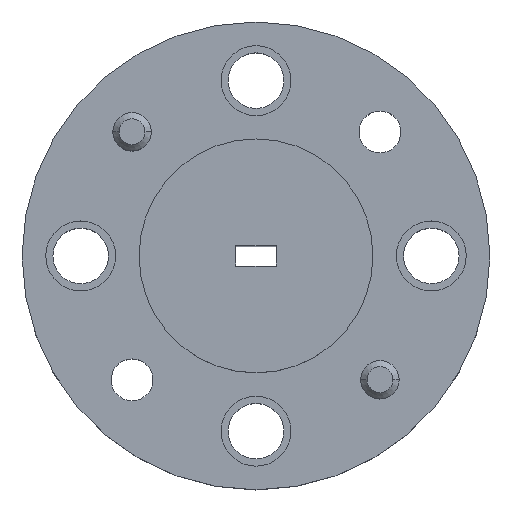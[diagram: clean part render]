
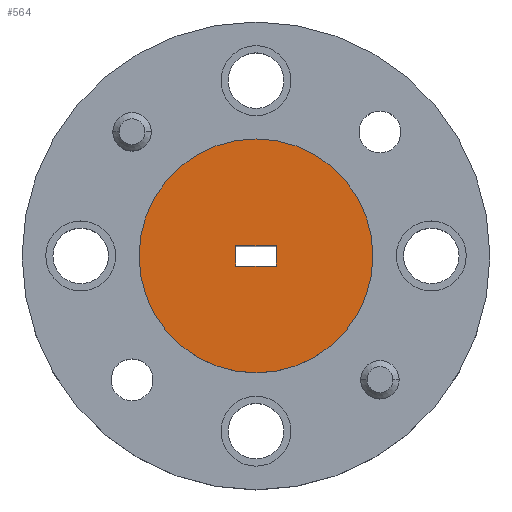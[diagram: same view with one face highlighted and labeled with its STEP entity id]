
A CAD part, top view. The second image highlights one B-rep face of the part: STEP entity #564.
In plain terms, the highlighted planar face has unit normal (0, 0, 1).
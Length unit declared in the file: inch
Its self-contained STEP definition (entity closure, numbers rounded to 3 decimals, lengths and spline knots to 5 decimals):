
#26 = LINE ( 'NONE', #1477, #933 ) ;
#139 = FACE_BOUND ( 'NONE', #243, .T. ) ;
#159 = CARTESIAN_POINT ( 'NONE',  ( 0., 0., 0. ) ) ;
#184 = LINE ( 'NONE', #1022, #869 ) ;
#242 = CARTESIAN_POINT ( 'NONE',  ( -0.1875, 0., 0. ) ) ;
#243 = EDGE_LOOP ( 'NONE', ( #1914, #820, #1532, #1831 ) ) ;
#245 = EDGE_CURVE ( 'NONE', #513, #402, #184, .T. ) ;
#284 = VECTOR ( 'NONE', #1457, 39.37008 ) ;
#301 = DIRECTION ( 'NONE',  ( 1., 0., 0. ) ) ;
#339 = DIRECTION ( 'NONE',  ( 1., 0., 0. ) ) ;
#402 = VERTEX_POINT ( 'NONE', #1565 ) ;
#467 = FACE_OUTER_BOUND ( 'NONE', #1870, .T. ) ;
#513 = VERTEX_POINT ( 'NONE', #1426 ) ;
#555 = ORIENTED_EDGE ( 'NONE', *, *, #1974, .T. ) ;
#564 = ADVANCED_FACE ( 'NONE', ( #139, #467 ), #1767, .T. ) ;
#618 = EDGE_CURVE ( 'NONE', #1396, #1301, #1464, .T. ) ;
#714 = CARTESIAN_POINT ( 'NONE',  ( 0.0325, 0.01625, 0. ) ) ;
#739 = CIRCLE ( 'NONE', #977, 0.1875 ) ;
#787 = CARTESIAN_POINT ( 'NONE',  ( -0.0325, -0.01625, 0. ) ) ;
#820 = ORIENTED_EDGE ( 'NONE', *, *, #1913, .F. ) ;
#831 = DIRECTION ( 'NONE',  ( 1., 0., 0. ) ) ;
#869 = VECTOR ( 'NONE', #831, 39.37008 ) ;
#933 = VECTOR ( 'NONE', #1167, 39.37008 ) ;
#965 = AXIS2_PLACEMENT_3D ( 'NONE', #1761, #1128, #301 ) ;
#977 = AXIS2_PLACEMENT_3D ( 'NONE', #1304, #1353, #339 ) ;
#1022 = CARTESIAN_POINT ( 'NONE',  ( -0.0325, -0.01625, 0. ) ) ;
#1110 = LINE ( 'NONE', #787, #284 ) ;
#1128 = DIRECTION ( 'NONE',  ( 0., 0., 1. ) ) ;
#1167 = DIRECTION ( 'NONE',  ( 0., 1., 0. ) ) ;
#1248 = EDGE_CURVE ( 'NONE', #1325, #1943, #739, .T. ) ;
#1301 = VERTEX_POINT ( 'NONE', #1696 ) ;
#1302 = CIRCLE ( 'NONE', #965, 0.1875 ) ;
#1304 = CARTESIAN_POINT ( 'NONE',  ( 0., 0., 0. ) ) ;
#1325 = VERTEX_POINT ( 'NONE', #242 ) ;
#1353 = DIRECTION ( 'NONE',  ( 0., 0., 1. ) ) ;
#1396 = VERTEX_POINT ( 'NONE', #714 ) ;
#1413 = VECTOR ( 'NONE', #1966, 39.37008 ) ;
#1421 = ORIENTED_EDGE ( 'NONE', *, *, #1248, .T. ) ;
#1426 = CARTESIAN_POINT ( 'NONE',  ( -0.0325, -0.01625, 0. ) ) ;
#1456 = DIRECTION ( 'NONE',  ( 0., 0., 1. ) ) ;
#1457 = DIRECTION ( 'NONE',  ( 0., -1., 0. ) ) ;
#1464 = LINE ( 'NONE', #1958, #1413 ) ;
#1477 = CARTESIAN_POINT ( 'NONE',  ( 0.0325, -0.01625, 0. ) ) ;
#1532 = ORIENTED_EDGE ( 'NONE', *, *, #618, .F. ) ;
#1565 = CARTESIAN_POINT ( 'NONE',  ( 0.0325, -0.01625, 0. ) ) ;
#1696 = CARTESIAN_POINT ( 'NONE',  ( -0.0325, 0.01625, 0. ) ) ;
#1722 = AXIS2_PLACEMENT_3D ( 'NONE', #159, #1456, #2101 ) ;
#1761 = CARTESIAN_POINT ( 'NONE',  ( 0., 0., 0. ) ) ;
#1767 = PLANE ( 'NONE',  #1722 ) ;
#1831 = ORIENTED_EDGE ( 'NONE', *, *, #2087, .F. ) ;
#1870 = EDGE_LOOP ( 'NONE', ( #1421, #555 ) ) ;
#1913 = EDGE_CURVE ( 'NONE', #1301, #513, #1110, .T. ) ;
#1914 = ORIENTED_EDGE ( 'NONE', *, *, #245, .F. ) ;
#1943 = VERTEX_POINT ( 'NONE', #2072 ) ;
#1958 = CARTESIAN_POINT ( 'NONE',  ( -0.0325, 0.01625, 0. ) ) ;
#1966 = DIRECTION ( 'NONE',  ( -1., 0., 0. ) ) ;
#1974 = EDGE_CURVE ( 'NONE', #1943, #1325, #1302, .T. ) ;
#2072 = CARTESIAN_POINT ( 'NONE',  ( 0.1875, 0., 0. ) ) ;
#2087 = EDGE_CURVE ( 'NONE', #402, #1396, #26, .T. ) ;
#2101 = DIRECTION ( 'NONE',  ( 1., 0., 0. ) ) ;
